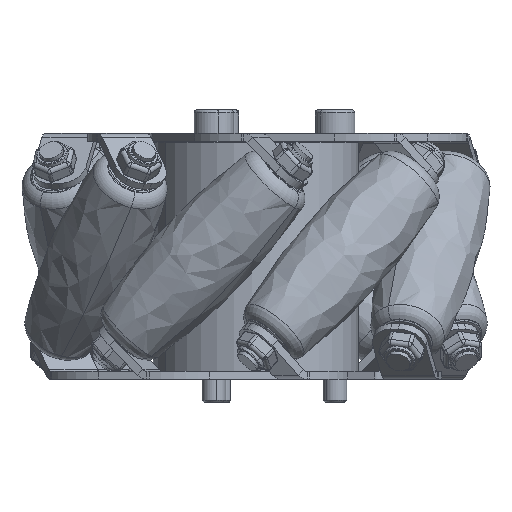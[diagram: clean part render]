
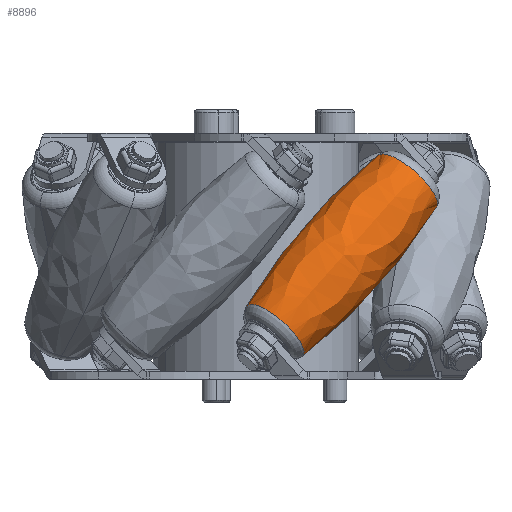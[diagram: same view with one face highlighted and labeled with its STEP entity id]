
A CAD part, front view. The second image highlights one B-rep face of the part: STEP entity #8896.
In plain terms, the highlighted free-form (B-spline) face has degree [3, 3] with [4, 4] control points.
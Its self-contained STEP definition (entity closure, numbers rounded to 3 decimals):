
#763 = EDGE_CURVE ( 'NONE', #4145, #32747, #32881, .T. ) ;
#1655 = CARTESIAN_POINT ( 'NONE',  ( -3.641, -16.088, 15.695 ) ) ;
#2941 = CARTESIAN_POINT ( 'NONE',  ( -24.111, -22.509, 16.976 ) ) ;
#4145 = VERTEX_POINT ( 'NONE', #17202 ) ;
#4371 = CARTESIAN_POINT ( 'NONE',  ( -17.747, -24.832, 23.653 ) ) ;
#4413 = CARTESIAN_POINT ( 'NONE',  ( -24.111, -22.509, 16.976 ) ) ;
#4855 = EDGE_LOOP ( 'NONE', ( #45492, #37319, #7218, #31432 ) ) ;
#4955 = CARTESIAN_POINT ( 'NONE',  ( -10.916, -21.181, 20.754 ) ) ;
#5580 = DIRECTION ( 'NONE',  ( 0.669, -0.244, 0.702 ) ) ;
#7218 = ORIENTED_EDGE ( 'NONE', *, *, #36572, .F. ) ;
#7932 = CARTESIAN_POINT ( 'NONE',  ( -19.48, -18.055, 11.77 ) ) ;
#8163 = CARTESIAN_POINT ( 'NONE',  ( -16.55, -28.689, 5.278 ) ) ;
#8416 = CARTESIAN_POINT ( 'NONE',  ( -15.57, -32.736, 18.828 ) ) ;
#8753 = CIRCLE ( 'NONE', #35056, 4.756 ) ;
#8896 = ADVANCED_FACE ( 'NONE', ( #28882 ), #43796, .F. ) ;
#11460 = CARTESIAN_POINT ( 'NONE',  ( 1.298, -11.502, 10.409 ) ) ;
#15448 = CARTESIAN_POINT ( 'NONE',  ( -10.916, -21.181, 20.754 ) ) ;
#15520 = CARTESIAN_POINT ( 'NONE',  ( -17.747, -24.832, 23.653 ) ) ;
#17202 = CARTESIAN_POINT ( 'NONE',  ( -5.32, -9.085, 3.466 ) ) ;
#18383 = VERTEX_POINT ( 'NONE', #22787 ) ;
#19139 = EDGE_CURVE ( 'NONE', #4145, #18383, #45252, .T. ) ;
#21679 = DIRECTION ( 'NONE',  ( 0.669, -0.244, 0.702 ) ) ;
#22086 = EDGE_CURVE ( 'NONE', #18383, #45356, #33569, .T. ) ;
#22540 = CARTESIAN_POINT ( 'NONE',  ( -7.987, -31.815, 14.262 ) ) ;
#22782 = CARTESIAN_POINT ( 'NONE',  ( -17.747, -24.832, 23.653 ) ) ;
#22787 = CARTESIAN_POINT ( 'NONE',  ( 1.298, -11.502, 10.409 ) ) ;
#24588 = CARTESIAN_POINT ( 'NONE',  ( -5.32, -9.085, 3.466 ) ) ;
#25600 = CARTESIAN_POINT ( 'NONE',  ( -3.057, -17.304, -1.552 ) ) ;
#27666 = CARTESIAN_POINT ( 'NONE',  ( -12.301, -12.927, 6.609 ) ) ;
#28882 = FACE_OUTER_BOUND ( 'NONE', #4855, .T. ) ;
#29579 = CARTESIAN_POINT ( 'NONE',  ( -21.934, -30.413, 12.151 ) ) ;
#30132 = CARTESIAN_POINT ( 'NONE',  ( 1.298, -11.502, 10.409 ) ) ;
#31432 = ORIENTED_EDGE ( 'NONE', *, *, #763, .F. ) ;
#32747 = VERTEX_POINT ( 'NONE', #37090 ) ;
#32881 =( BOUNDED_CURVE ( )  B_SPLINE_CURVE ( 3, ( #24588, #27666, #42004, #2941 ),
 .UNSPECIFIED., .F., .F. ) 
 B_SPLINE_CURVE_WITH_KNOTS ( ( 4, 4 ),
 ( 0.969, 2.226 ),
 .UNSPECIFIED. ) 
 CURVE ( )  GEOMETRIC_REPRESENTATION_ITEM ( )  RATIONAL_B_SPLINE_CURVE ( ( 1., 0.873, 0.873, 1. ) ) 
 REPRESENTATION_ITEM ( '' )  );
#33349 = CARTESIAN_POINT ( 'NONE',  ( -3.641, -16.088, 15.695 ) ) ;
#33569 =( BOUNDED_CURVE ( )  B_SPLINE_CURVE ( 3, ( #30132, #1655, #4955, #15520 ),
 .UNSPECIFIED., .F., .F. ) 
 B_SPLINE_CURVE_WITH_KNOTS ( ( 4, 4 ),
 ( 0.969, 2.226 ),
 .UNSPECIFIED. ) 
 CURVE ( )  GEOMETRIC_REPRESENTATION_ITEM ( )  RATIONAL_B_SPLINE_CURVE ( ( 1., 0.873, 0.873, 1. ) ) 
 REPRESENTATION_ITEM ( '' )  );
#35056 = AXIS2_PLACEMENT_3D ( 'NONE', #44393, #37827, #5580 ) ;
#36572 = EDGE_CURVE ( 'NONE', #32747, #45356, #8753, .T. ) ;
#36642 = CARTESIAN_POINT ( 'NONE',  ( -12.301, -12.927, 6.609 ) ) ;
#36887 = CARTESIAN_POINT ( 'NONE',  ( -0.678, -26.843, 9.129 ) ) ;
#37090 = CARTESIAN_POINT ( 'NONE',  ( -24.111, -22.509, 16.976 ) ) ;
#37319 = ORIENTED_EDGE ( 'NONE', *, *, #22086, .T. ) ;
#37827 = DIRECTION ( 'NONE',  ( -0.707, -0.5, 0.5 ) ) ;
#39557 = DIRECTION ( 'NONE',  ( -0.707, -0.5, 0.5 ) ) ;
#40028 = CARTESIAN_POINT ( 'NONE',  ( -2.011, -10.294, 6.938 ) ) ;
#40186 = CARTESIAN_POINT ( 'NONE',  ( -5.32, -9.085, 3.466 ) ) ;
#40417 = CARTESIAN_POINT ( 'NONE',  ( -9.339, -23.682, 0.043 ) ) ;
#42004 = CARTESIAN_POINT ( 'NONE',  ( -19.48, -18.055, 11.77 ) ) ;
#42274 = AXIS2_PLACEMENT_3D ( 'NONE', #40028, #39557, #21679 ) ;
#43699 = CARTESIAN_POINT ( 'NONE',  ( 3.562, -19.72, 5.392 ) ) ;
#43796 =( BOUNDED_SURFACE ( )  B_SPLINE_SURFACE ( 3, 3, ( 
 ( #40186, #25600, #43699, #11460 ),
 ( #36642, #40417, #36887, #33349 ),
 ( #7932, #8163, #22540, #15448 ),
 ( #4413, #29579, #8416, #22782 ) ),
 .UNSPECIFIED., .F., .F., .F. ) 
 B_SPLINE_SURFACE_WITH_KNOTS ( ( 4, 4 ),
 ( 4, 4 ),
 ( 0., 1. ),
 ( 0., 1. ),
 .UNSPECIFIED. ) 
 GEOMETRIC_REPRESENTATION_ITEM ( )  RATIONAL_B_SPLINE_SURFACE ( (
 ( 1., 0.333, 0.333, 1.),
 ( 0.873, 0.291, 0.291, 0.873),
 ( 0.873, 0.291, 0.291, 0.873),
 ( 1., 0.333, 0.333, 1.) ) ) 
 REPRESENTATION_ITEM ( '' )  SURFACE ( )  );
#44393 = CARTESIAN_POINT ( 'NONE',  ( -20.929, -23.67, 20.314 ) ) ;
#45252 = CIRCLE ( 'NONE', #42274, 4.946 ) ;
#45356 = VERTEX_POINT ( 'NONE', #4371 ) ;
#45492 = ORIENTED_EDGE ( 'NONE', *, *, #19139, .T. ) ;
